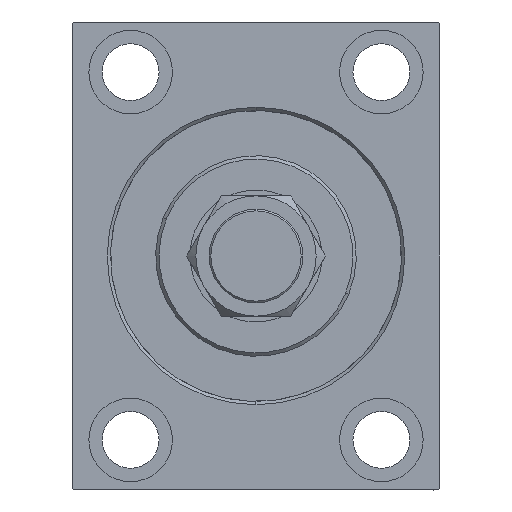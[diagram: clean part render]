
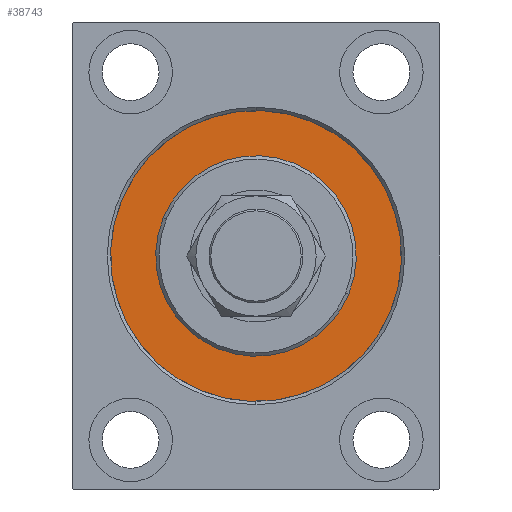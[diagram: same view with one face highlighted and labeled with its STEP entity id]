
A CAD part, left-side view. The second image highlights one B-rep face of the part: STEP entity #38743.
In plain terms, the highlighted face is planar.
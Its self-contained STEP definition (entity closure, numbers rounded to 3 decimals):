
#491 = FACE_BOUND ( 'NONE', #16907, .T. ) ;
#1053 = VERTEX_POINT ( 'NONE', #1180 ) ;
#1180 = CARTESIAN_POINT ( 'NONE',  ( 0., 0., -30. ) ) ;
#5822 = VERTEX_POINT ( 'NONE', #11318 ) ;
#6480 = AXIS2_PLACEMENT_3D ( 'NONE', #21429, #18644, #18871 ) ;
#7609 = DIRECTION ( 'NONE',  ( -1., 0., 0. ) ) ;
#8138 = DIRECTION ( 'NONE',  ( -1., 0., 0. ) ) ;
#11318 = CARTESIAN_POINT ( 'NONE',  ( 0., 0., -43.5 ) ) ;
#12492 = VERTEX_POINT ( 'NONE', #15069 ) ;
#13802 = DIRECTION ( 'NONE',  ( -1., 0., 0. ) ) ;
#15069 = CARTESIAN_POINT ( 'NONE',  ( 0., 0., 30. ) ) ;
#15266 = DIRECTION ( 'NONE',  ( 0., 0., 1. ) ) ;
#15843 = VERTEX_POINT ( 'NONE', #32728 ) ;
#16850 = EDGE_LOOP ( 'NONE', ( #23790, #17992 ) ) ;
#16907 = EDGE_LOOP ( 'NONE', ( #36382, #26704 ) ) ;
#17992 = ORIENTED_EDGE ( 'NONE', *, *, #43672, .F. ) ;
#18398 = AXIS2_PLACEMENT_3D ( 'NONE', #45370, #13802, #40174 ) ;
#18644 = DIRECTION ( 'NONE',  ( 1., 0., 0. ) ) ;
#18871 = DIRECTION ( 'NONE',  ( 0., 0., -1. ) ) ;
#18948 = CARTESIAN_POINT ( 'NONE',  ( 0., 0., 0. ) ) ;
#21097 = DIRECTION ( 'NONE',  ( 1., 0., 0. ) ) ;
#21429 = CARTESIAN_POINT ( 'NONE',  ( 0., 0., 0. ) ) ;
#21656 = DIRECTION ( 'NONE',  ( 0., 0., 1. ) ) ;
#22116 = PLANE ( 'NONE',  #38111 ) ;
#23675 = EDGE_CURVE ( 'NONE', #1053, #12492, #27626, .T. ) ;
#23790 = ORIENTED_EDGE ( 'NONE', *, *, #25002, .F. ) ;
#25002 = EDGE_CURVE ( 'NONE', #5822, #15843, #29155, .T. ) ;
#26704 = ORIENTED_EDGE ( 'NONE', *, *, #23675, .F. ) ;
#27626 = CIRCLE ( 'NONE', #40905, 30. ) ;
#28695 = DIRECTION ( 'NONE',  ( 0., 0., -1. ) ) ;
#29155 = CIRCLE ( 'NONE', #41654, 43.5 ) ;
#32728 = CARTESIAN_POINT ( 'NONE',  ( 0., 0., 43.5 ) ) ;
#35932 = CARTESIAN_POINT ( 'NONE',  ( 0., 0., 0. ) ) ;
#36382 = ORIENTED_EDGE ( 'NONE', *, *, #38694, .F. ) ;
#37386 = CIRCLE ( 'NONE', #6480, 30. ) ;
#38111 = AXIS2_PLACEMENT_3D ( 'NONE', #35932, #7609, #21656 ) ;
#38694 = EDGE_CURVE ( 'NONE', #12492, #1053, #37386, .T. ) ;
#38743 = ADVANCED_FACE ( 'NONE', ( #491, #43309 ), #22116, .F. ) ;
#40174 = DIRECTION ( 'NONE',  ( 0., 0., 1. ) ) ;
#40905 = AXIS2_PLACEMENT_3D ( 'NONE', #41845, #21097, #28695 ) ;
#41654 = AXIS2_PLACEMENT_3D ( 'NONE', #18948, #8138, #15266 ) ;
#41845 = CARTESIAN_POINT ( 'NONE',  ( 0., 0., 0. ) ) ;
#43309 = FACE_OUTER_BOUND ( 'NONE', #16850, .T. ) ;
#43417 = CIRCLE ( 'NONE', #18398, 43.5 ) ;
#43672 = EDGE_CURVE ( 'NONE', #15843, #5822, #43417, .T. ) ;
#45370 = CARTESIAN_POINT ( 'NONE',  ( 0., 0., 0. ) ) ;
